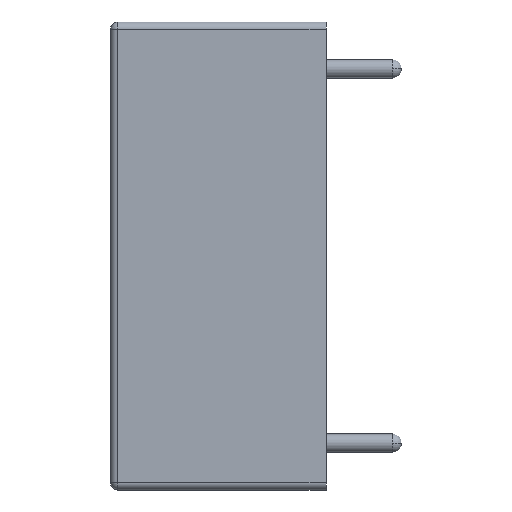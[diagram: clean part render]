
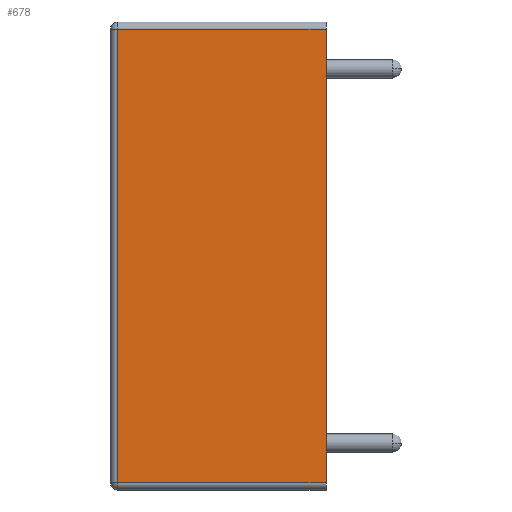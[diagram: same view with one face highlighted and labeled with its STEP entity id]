
A CAD part, left-side view. The second image highlights one B-rep face of the part: STEP entity #678.
In plain terms, the highlighted planar face has unit normal (-1, 0, 0).
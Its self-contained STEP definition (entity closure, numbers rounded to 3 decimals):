
#6 = EDGE_CURVE ( 'NONE', #1520, #434, #1108, .T. ) ;
#12 = DIRECTION ( 'NONE',  ( 0., 1., 0. ) ) ;
#89 = ORIENTED_EDGE ( 'NONE', *, *, #6, .T. ) ;
#168 = PLANE ( 'NONE',  #271 ) ;
#196 = DIRECTION ( 'NONE',  ( 0., 0., 1. ) ) ;
#225 = VECTOR ( 'NONE', #196, 1000. ) ;
#232 = EDGE_CURVE ( 'NONE', #1155, #519, #1148, .T. ) ;
#271 = AXIS2_PLACEMENT_3D ( 'NONE', #1471, #1334, #1446 ) ;
#380 = VECTOR ( 'NONE', #794, 1000. ) ;
#399 = CARTESIAN_POINT ( 'NONE',  ( -12.7, 11.3, -12.3 ) ) ;
#402 = CARTESIAN_POINT ( 'NONE',  ( -12.7, 0., -12.3 ) ) ;
#434 = VERTEX_POINT ( 'NONE', #402 ) ;
#446 = CARTESIAN_POINT ( 'NONE',  ( -12.7, 0., 12.3 ) ) ;
#513 = EDGE_LOOP ( 'NONE', ( #1443, #89, #858, #641 ) ) ;
#519 = VERTEX_POINT ( 'NONE', #1262 ) ;
#568 = CARTESIAN_POINT ( 'NONE',  ( -12.7, 11.3, -12.7 ) ) ;
#613 = FACE_OUTER_BOUND ( 'NONE', #513, .T. ) ;
#641 = ORIENTED_EDGE ( 'NONE', *, *, #232, .T. ) ;
#678 = ADVANCED_FACE ( 'NONE', ( #613 ), #168, .F. ) ;
#693 = CARTESIAN_POINT ( 'NONE',  ( -12.7, 11.7, -12.3 ) ) ;
#790 = EDGE_CURVE ( 'NONE', #434, #1155, #1156, .T. ) ;
#794 = DIRECTION ( 'NONE',  ( 0., 0., -1. ) ) ;
#796 = CARTESIAN_POINT ( 'NONE',  ( -12.7, 0., -12.7 ) ) ;
#830 = VECTOR ( 'NONE', #12, 1000. ) ;
#858 = ORIENTED_EDGE ( 'NONE', *, *, #790, .T. ) ;
#1057 = DIRECTION ( 'NONE',  ( 0., -1., 0. ) ) ;
#1065 = CARTESIAN_POINT ( 'NONE',  ( -12.7, 11.7, 12.3 ) ) ;
#1108 = LINE ( 'NONE', #693, #1220 ) ;
#1148 = LINE ( 'NONE', #1065, #830 ) ;
#1155 = VERTEX_POINT ( 'NONE', #446 ) ;
#1156 = LINE ( 'NONE', #796, #225 ) ;
#1205 = EDGE_CURVE ( 'NONE', #519, #1520, #1472, .T. ) ;
#1220 = VECTOR ( 'NONE', #1057, 1000. ) ;
#1262 = CARTESIAN_POINT ( 'NONE',  ( -12.7, 11.3, 12.3 ) ) ;
#1334 = DIRECTION ( 'NONE',  ( 1., 0., 0. ) ) ;
#1443 = ORIENTED_EDGE ( 'NONE', *, *, #1205, .T. ) ;
#1446 = DIRECTION ( 'NONE',  ( 0., 0., -1. ) ) ;
#1471 = CARTESIAN_POINT ( 'NONE',  ( -12.7, 11.7, -12.7 ) ) ;
#1472 = LINE ( 'NONE', #568, #380 ) ;
#1520 = VERTEX_POINT ( 'NONE', #399 ) ;
